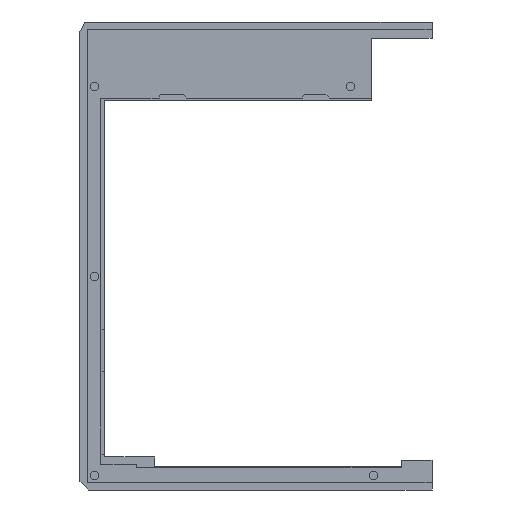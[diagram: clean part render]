
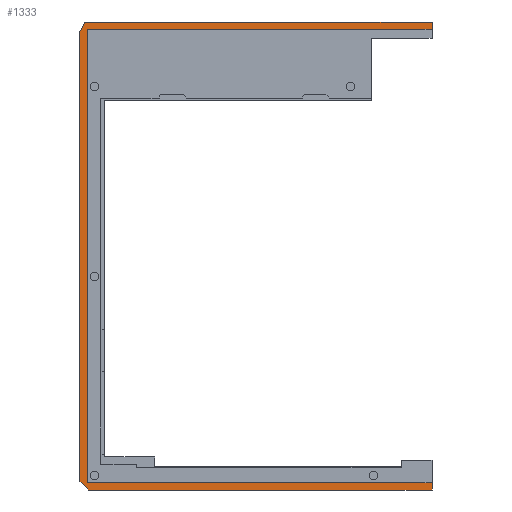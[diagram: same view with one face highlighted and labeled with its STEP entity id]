
A CAD part, front view. The second image highlights one B-rep face of the part: STEP entity #1333.
In plain terms, the highlighted planar face has unit normal (0, -1, 0).
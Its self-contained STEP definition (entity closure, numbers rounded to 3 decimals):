
#110=FACE_OUTER_BOUND('',#184,.T.);
#184=EDGE_LOOP('',(#942,#943,#944,#945,#946,#947,#948,#949,#950,#951));
#262=LINE('',#1896,#422);
#264=LINE('',#1902,#424);
#281=LINE('',#1936,#441);
#285=LINE('',#1943,#445);
#298=LINE('',#1970,#458);
#299=LINE('',#1971,#459);
#300=LINE('',#1973,#460);
#301=LINE('',#1975,#461);
#302=LINE('',#1977,#462);
#303=LINE('',#1978,#463);
#422=VECTOR('',#1531,10.);
#424=VECTOR('',#1535,10.);
#441=VECTOR('',#1558,10.);
#445=VECTOR('',#1564,10.);
#458=VECTOR('',#1585,10.);
#459=VECTOR('',#1586,10.);
#460=VECTOR('',#1587,10.);
#461=VECTOR('',#1588,10.);
#462=VECTOR('',#1589,10.);
#463=VECTOR('',#1590,10.);
#574=VERTEX_POINT('',#1879);
#582=VERTEX_POINT('',#1894);
#584=VERTEX_POINT('',#1899);
#585=VERTEX_POINT('',#1901);
#599=VERTEX_POINT('',#1935);
#601=VERTEX_POINT('',#1941);
#611=VERTEX_POINT('',#1969);
#612=VERTEX_POINT('',#1972);
#613=VERTEX_POINT('',#1974);
#614=VERTEX_POINT('',#1976);
#705=EDGE_CURVE('',#582,#574,#262,.T.);
#707=EDGE_CURVE('',#584,#585,#264,.T.);
#724=EDGE_CURVE('',#599,#585,#281,.T.);
#728=EDGE_CURVE('',#584,#601,#285,.T.);
#741=EDGE_CURVE('',#601,#611,#298,.T.);
#742=EDGE_CURVE('',#611,#574,#299,.T.);
#743=EDGE_CURVE('',#582,#612,#300,.T.);
#744=EDGE_CURVE('',#612,#613,#301,.T.);
#745=EDGE_CURVE('',#613,#614,#302,.T.);
#746=EDGE_CURVE('',#614,#599,#303,.T.);
#942=ORIENTED_EDGE('',*,*,#707,.F.);
#943=ORIENTED_EDGE('',*,*,#728,.T.);
#944=ORIENTED_EDGE('',*,*,#741,.T.);
#945=ORIENTED_EDGE('',*,*,#742,.T.);
#946=ORIENTED_EDGE('',*,*,#705,.F.);
#947=ORIENTED_EDGE('',*,*,#743,.T.);
#948=ORIENTED_EDGE('',*,*,#744,.T.);
#949=ORIENTED_EDGE('',*,*,#745,.T.);
#950=ORIENTED_EDGE('',*,*,#746,.T.);
#951=ORIENTED_EDGE('',*,*,#724,.T.);
#1276=PLANE('',#1430);
#1333=ADVANCED_FACE('',(#110),#1276,.T.);
#1430=AXIS2_PLACEMENT_3D('',#1968,#1583,#1584);
#1531=DIRECTION('',(0.,0.,-1.));
#1535=DIRECTION('',(0.,0.,-1.));
#1558=DIRECTION('',(1.,0.,0.));
#1564=DIRECTION('',(-1.,0.,0.));
#1583=DIRECTION('center_axis',(0.,-1.,0.));
#1584=DIRECTION('ref_axis',(0.,0.,-1.));
#1585=DIRECTION('',(0.,0.,1.));
#1586=DIRECTION('',(1.,0.,0.));
#1587=DIRECTION('',(-1.,0.,0.));
#1588=DIRECTION('',(-0.447,0.,-0.894));
#1589=DIRECTION('',(0.,0.,-1.));
#1590=DIRECTION('',(0.707,0.,-0.707));
#1879=CARTESIAN_POINT('',(-27.365,-1.,84.378));
#1894=CARTESIAN_POINT('',(-27.365,-1.,86.778));
#1896=CARTESIAN_POINT('',(-27.365,-1.,16.844));
#1899=CARTESIAN_POINT('',(-27.365,-1.,-70.351));
#1901=CARTESIAN_POINT('',(-27.365,-1.,-72.751));
#1902=CARTESIAN_POINT('',(-27.365,-1.,16.844));
#1935=CARTESIAN_POINT('',(-144.365,-1.,-72.751));
#1936=CARTESIAN_POINT('',(-144.365,-1.,-72.751));
#1941=CARTESIAN_POINT('',(-144.965,-1.,-70.351));
#1943=CARTESIAN_POINT('',(153.835,-1.,-70.351));
#1968=CARTESIAN_POINT('Origin',(4.435,-1.,7.013));
#1969=CARTESIAN_POINT('',(-144.965,-1.,84.378));
#1970=CARTESIAN_POINT('',(-144.965,-1.,-70.351));
#1971=CARTESIAN_POINT('',(-144.965,-1.,84.378));
#1972=CARTESIAN_POINT('',(-145.69,-1.,86.778));
#1973=CARTESIAN_POINT('',(154.56,-1.,86.778));
#1974=CARTESIAN_POINT('',(-147.365,-1.,83.428));
#1975=CARTESIAN_POINT('',(-145.69,-1.,86.778));
#1976=CARTESIAN_POINT('',(-147.365,-1.,-69.751));
#1977=CARTESIAN_POINT('',(-147.365,-1.,83.428));
#1978=CARTESIAN_POINT('',(-147.365,-1.,-69.751));
